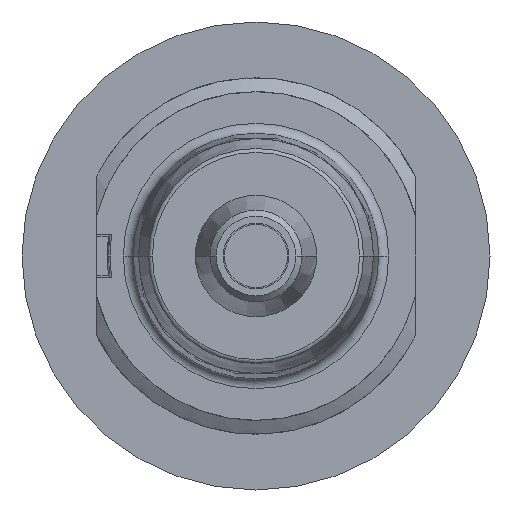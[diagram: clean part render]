
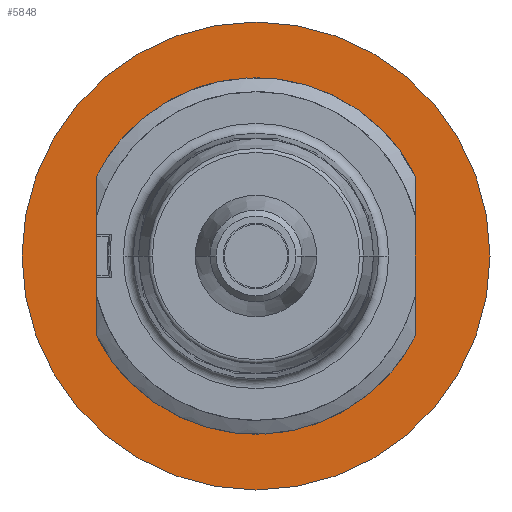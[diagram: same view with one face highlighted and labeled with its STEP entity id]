
A CAD part, front view. The second image highlights one B-rep face of the part: STEP entity #5848.
In plain terms, the highlighted face is planar.
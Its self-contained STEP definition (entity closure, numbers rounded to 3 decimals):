
#922=CARTESIAN_POINT('',(0.,0.,0.));
#923=DIRECTION('',(0.,0.,1.));
#924=DIRECTION('',(0.,1.,0.));
#925=AXIS2_PLACEMENT_3D('',#922,#923,#924);
#927=CARTESIAN_POINT('',(0.,0.,0.));
#928=DIRECTION('',(0.,0.,-1.));
#929=DIRECTION('',(0.,1.,0.));
#930=AXIS2_PLACEMENT_3D('',#927,#928,#929);
#932=DIRECTION('',(-1.,0.,0.));
#933=VECTOR('',#932,4.031);
#934=CARTESIAN_POINT('',(2.016,-8.,0.));
#935=LINE('',#934,#933);
#936=DIRECTION('',(1.,0.,0.));
#937=VECTOR('',#936,4.031);
#938=CARTESIAN_POINT('',(-2.016,8.,0.));
#939=LINE('',#938,#937);
#965=CARTESIAN_POINT('',(0.,0.,0.));
#966=DIRECTION('',(0.,0.,-1.));
#967=DIRECTION('',(-0.244,-0.97,0.));
#968=AXIS2_PLACEMENT_3D('',#965,#966,#967);
#974=CARTESIAN_POINT('',(0.,0.,0.));
#975=DIRECTION('',(0.,0.,-1.));
#976=DIRECTION('',(0.244,0.97,0.));
#977=AXIS2_PLACEMENT_3D('',#974,#975,#976);
#5007=CARTESIAN_POINT('',(0.,11.75,0.));
#5008=VERTEX_POINT('',#5007);
#5009=CARTESIAN_POINT('',(0.,-11.75,0.));
#5010=VERTEX_POINT('',#5009);
#5020=CARTESIAN_POINT('',(-2.016,-8.,0.));
#5021=CARTESIAN_POINT('',(-2.016,8.,0.));
#5022=VERTEX_POINT('',#5020);
#5023=VERTEX_POINT('',#5021);
#5024=CARTESIAN_POINT('',(2.016,8.,0.));
#5025=CARTESIAN_POINT('',(2.016,-8.,0.));
#5026=VERTEX_POINT('',#5024);
#5027=VERTEX_POINT('',#5025);
#5829=CARTESIAN_POINT('',(0.,0.,0.));
#5830=DIRECTION('',(0.,0.,1.));
#5831=DIRECTION('',(0.,1.,0.));
#5832=AXIS2_PLACEMENT_3D('',#5829,#5830,#5831);
#5833=PLANE('',#5832);
#5834=ORIENTED_EDGE('',*,*,#5808,.F.);
#5835=ORIENTED_EDGE('',*,*,#5824,.T.);
#5836=EDGE_LOOP('',(#5834,#5835));
#5837=FACE_OUTER_BOUND('',#5836,.F.);
#5839=ORIENTED_EDGE('',*,*,#5838,.F.);
#5841=ORIENTED_EDGE('',*,*,#5840,.F.);
#5843=ORIENTED_EDGE('',*,*,#5842,.F.);
#5845=ORIENTED_EDGE('',*,*,#5844,.F.);
#5846=EDGE_LOOP('',(#5839,#5841,#5843,#5845));
#5847=FACE_BOUND('',#5846,.F.);
#5848=ADVANCED_FACE('',(#5837,#5847),#5833,.T.);
#926=CIRCLE('',#925,11.75);
#931=CIRCLE('',#930,11.75);
#969=CIRCLE('',#968,8.25);
#978=CIRCLE('',#977,8.25);
#5808=EDGE_CURVE('',#5008,#5010,#926,.T.);
#5824=EDGE_CURVE('',#5008,#5010,#931,.T.);
#5838=EDGE_CURVE('',#5022,#5023,#969,.T.);
#5840=EDGE_CURVE('',#5027,#5022,#935,.T.);
#5842=EDGE_CURVE('',#5026,#5027,#978,.T.);
#5844=EDGE_CURVE('',#5023,#5026,#939,.T.);
